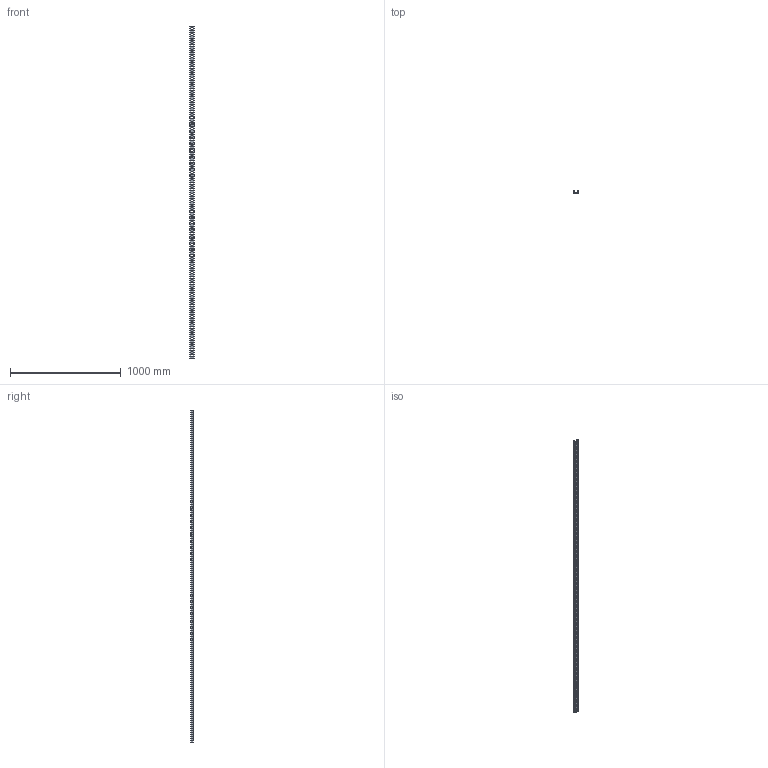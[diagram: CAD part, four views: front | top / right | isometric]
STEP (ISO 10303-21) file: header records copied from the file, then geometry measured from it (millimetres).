
FILE_DESCRIPTION (( 'STEP AP214' ), '1' );
FILE_NAME ('1122920.stp', '2017-08-30T11:45:23', ( '' ), ( '' ), 'SwSTEP 2.0', 'SolidWorks 2016', '' );
FILE_SCHEMA (( 'AUTOMOTIVE_DESIGN' ));
Length unit declared in the file: millimetre
Products named in the file (1): 1122920
Bounding box: 41 x 21 x 3000 mm (x, y, z)
Volume: 536529.5 mm3; surface area: 557553.1 mm2
Topology: 1 solids, 1 shells, 354 faces, 1008 edges, 656 vertices
Faces by surface type: cylinder 192, plane 162
Entity records: 11866 total; most frequent: DIRECTION 2102, CARTESIAN_POINT 2019, ORIENTED_EDGE 2016, EDGE_CURVE 1008, AXIS2_PLACEMENT_3D 739, VERTEX_POINT 656, VECTOR 624, LINE 624
